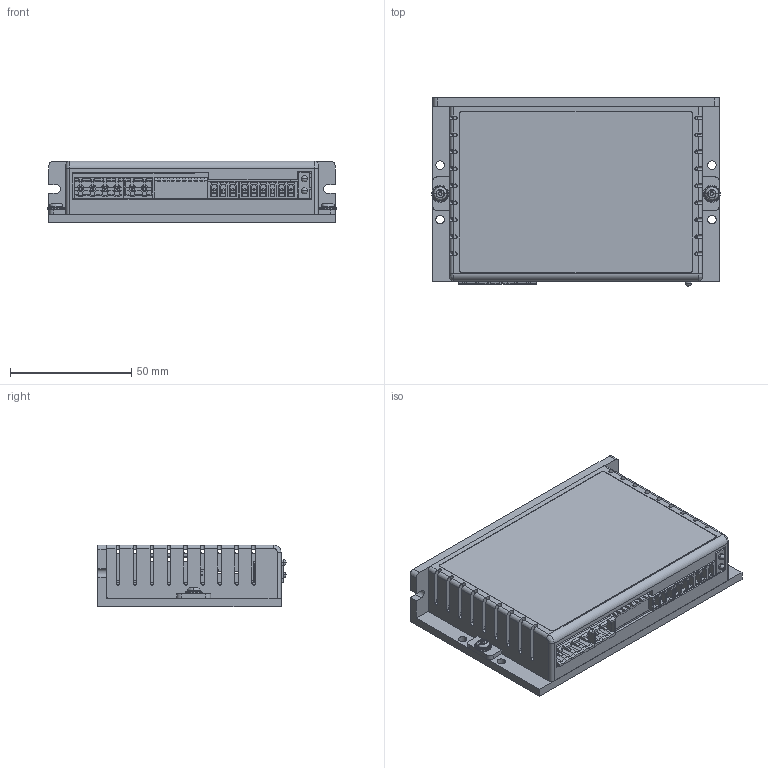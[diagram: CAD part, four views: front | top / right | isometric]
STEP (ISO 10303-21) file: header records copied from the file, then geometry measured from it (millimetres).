
FILE_DESCRIPTION (( 'STEP AP214' ), '1' );
FILE_NAME ('EM542S_V3.STEP', '2019-08-19T14:12:07', ( '' ), ( '' ), 'SwSTEP 2.0', 'SolidWorks 2017', '' );
FILE_SCHEMA (( 'AUTOMOTIVE_DESIGN' ));
Length unit declared in the file: inch
Products named in the file (1): EM542S_V3
Bounding box: 119 x 77.6 x 25.5 mm (x, y, z)
Volume: 99975.8 mm3; surface area: 97384.3 mm2
Topology: 15 solids, 15 shells, 1923 faces, 5384 edges, 3496 vertices
Faces by surface type: plane 1518, cylinder 349, cone 28, bspline 28
Entity records: 76349 total; most frequent: CARTESIAN_POINT 26664, ORIENTED_EDGE 10752, DIRECTION 9518, EDGE_CURVE 5376, VECTOR 4498, LINE 4498, VERTEX_POINT 3496, AXIS2_PLACEMENT_3D 2510
